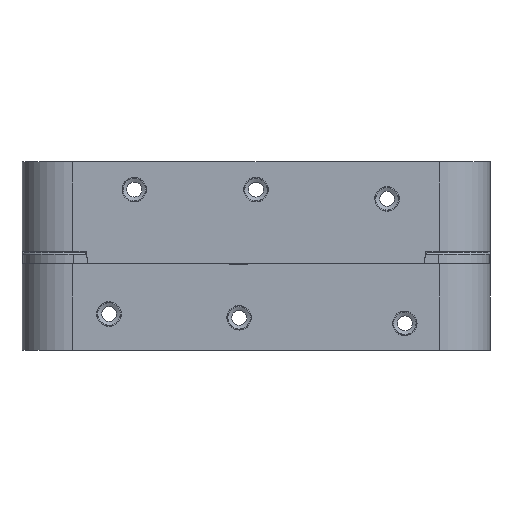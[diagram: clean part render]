
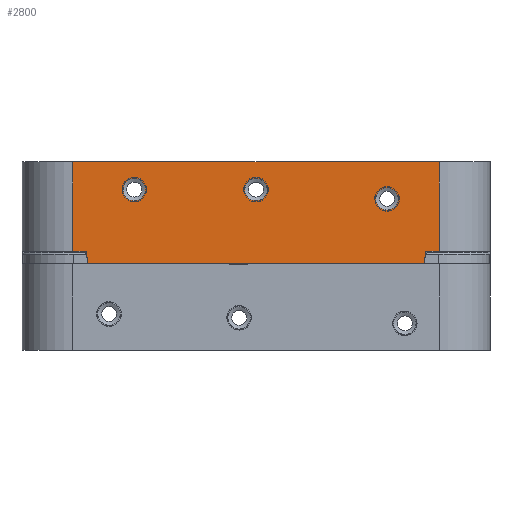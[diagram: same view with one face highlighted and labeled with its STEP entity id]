
A CAD part, left-side view. The second image highlights one B-rep face of the part: STEP entity #2800.
In plain terms, the highlighted planar face has unit normal (-1, 0, 0).
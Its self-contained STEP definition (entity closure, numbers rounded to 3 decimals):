
#2800=ADVANCED_FACE('',(#9183,#9184,#9185,#9186,#9187,#9188,#9189),#4431,
 .F.);
#4431=PLANE('',#28693);
#6278=LINE('',#39121,#7725);
#6333=LINE('',#39454,#7780);
#6350=LINE('',#39519,#7797);
#6351=LINE('',#39523,#7798);
#6352=LINE('',#39527,#7799);
#6353=LINE('',#39531,#7800);
#6354=LINE('',#39535,#7801);
#6355=LINE('',#39539,#7802);
#6356=LINE('',#39540,#7803);
#6357=LINE('',#39543,#7804);
#6358=LINE('',#39544,#7805);
#6359=LINE('',#39546,#7806);
#6360=LINE('',#39548,#7807);
#6361=LINE('',#39550,#7808);
#6362=LINE('',#39551,#7809);
#6363=LINE('',#39553,#7810);
#7725=VECTOR('',#31642,1.);
#7780=VECTOR('',#31795,1.);
#7797=VECTOR('',#31840,1.);
#7798=VECTOR('',#31843,1.);
#7799=VECTOR('',#31846,1.);
#7800=VECTOR('',#31849,1.);
#7801=VECTOR('',#31852,1.);
#7802=VECTOR('',#31855,1.);
#7803=VECTOR('',#31856,1.);
#7804=VECTOR('',#31857,1.);
#7805=VECTOR('',#31858,1.);
#7806=VECTOR('',#31859,1.);
#7807=VECTOR('',#31860,1.);
#7808=VECTOR('',#31861,1.);
#7809=VECTOR('',#31862,1.);
#7810=VECTOR('',#31863,1.);
#9183=FACE_BOUND('',#9990,.T.);
#9184=FACE_BOUND('',#9991,.T.);
#9185=FACE_BOUND('',#9992,.T.);
#9186=FACE_BOUND('',#9993,.T.);
#9187=FACE_BOUND('',#9994,.T.);
#9188=FACE_BOUND('',#9995,.T.);
#9189=FACE_BOUND('',#9996,.T.);
#9990=EDGE_LOOP('',(#12242,#12243,#12244,#12245));
#9991=EDGE_LOOP('',(#12246,#12247,#12248,#12249));
#9992=EDGE_LOOP('',(#12250,#12251,#12252,#12253));
#9993=EDGE_LOOP('',(#12254,#12255,#12256,#12257,#12258,#12259,#12260,#12261,
#12262,#12263));
#9994=EDGE_LOOP('',(#12264));
#9995=EDGE_LOOP('',(#12265));
#9996=EDGE_LOOP('',(#12266));
#12242=ORIENTED_EDGE('',*,*,#23228,.T.);
#12243=ORIENTED_EDGE('',*,*,#23229,.T.);
#12244=ORIENTED_EDGE('',*,*,#23230,.F.);
#12245=ORIENTED_EDGE('',*,*,#23231,.F.);
#12246=ORIENTED_EDGE('',*,*,#23232,.T.);
#12247=ORIENTED_EDGE('',*,*,#23233,.T.);
#12248=ORIENTED_EDGE('',*,*,#23234,.F.);
#12249=ORIENTED_EDGE('',*,*,#23235,.F.);
#12250=ORIENTED_EDGE('',*,*,#23236,.T.);
#12251=ORIENTED_EDGE('',*,*,#23237,.T.);
#12252=ORIENTED_EDGE('',*,*,#23238,.F.);
#12253=ORIENTED_EDGE('',*,*,#23239,.F.);
#12254=ORIENTED_EDGE('',*,*,#23240,.F.);
#12255=ORIENTED_EDGE('',*,*,#23241,.T.);
#12256=ORIENTED_EDGE('',*,*,#23094,.F.);
#12257=ORIENTED_EDGE('',*,*,#23242,.T.);
#12258=ORIENTED_EDGE('',*,*,#23243,.T.);
#12259=ORIENTED_EDGE('',*,*,#23244,.F.);
#12260=ORIENTED_EDGE('',*,*,#23245,.T.);
#12261=ORIENTED_EDGE('',*,*,#23199,.F.);
#12262=ORIENTED_EDGE('',*,*,#23246,.T.);
#12263=ORIENTED_EDGE('',*,*,#23247,.F.);
#12264=ORIENTED_EDGE('',*,*,#23248,.F.);
#12265=ORIENTED_EDGE('',*,*,#23249,.F.);
#12266=ORIENTED_EDGE('',*,*,#23250,.F.);
#20332=VERTEX_POINT('',#39120);
#20333=VERTEX_POINT('',#39122);
#20427=VERTEX_POINT('',#39453);
#20428=VERTEX_POINT('',#39455);
#20452=VERTEX_POINT('',#39517);
#20453=VERTEX_POINT('',#39518);
#20454=VERTEX_POINT('',#39520);
#20455=VERTEX_POINT('',#39522);
#20456=VERTEX_POINT('',#39525);
#20457=VERTEX_POINT('',#39526);
#20458=VERTEX_POINT('',#39528);
#20459=VERTEX_POINT('',#39530);
#20460=VERTEX_POINT('',#39533);
#20461=VERTEX_POINT('',#39534);
#20462=VERTEX_POINT('',#39536);
#20463=VERTEX_POINT('',#39538);
#20464=VERTEX_POINT('',#39541);
#20465=VERTEX_POINT('',#39542);
#20466=VERTEX_POINT('',#39545);
#20467=VERTEX_POINT('',#39547);
#20468=VERTEX_POINT('',#39549);
#20469=VERTEX_POINT('',#39552);
#20470=VERTEX_POINT('',#39555);
#20471=VERTEX_POINT('',#39557);
#20472=VERTEX_POINT('',#39559);
#23094=EDGE_CURVE('',#20332,#20333,#6278,.T.);
#23199=EDGE_CURVE('',#20427,#20428,#6333,.T.);
#23228=EDGE_CURVE('',#20452,#20453,#27238,.T.);
#23229=EDGE_CURVE('',#20453,#20454,#6350,.T.);
#23230=EDGE_CURVE('',#20455,#20454,#27239,.T.);
#23231=EDGE_CURVE('',#20452,#20455,#6351,.T.);
#23232=EDGE_CURVE('',#20456,#20457,#27240,.T.);
#23233=EDGE_CURVE('',#20457,#20458,#6352,.T.);
#23234=EDGE_CURVE('',#20459,#20458,#27241,.T.);
#23235=EDGE_CURVE('',#20456,#20459,#6353,.T.);
#23236=EDGE_CURVE('',#20460,#20461,#27242,.T.);
#23237=EDGE_CURVE('',#20461,#20462,#6354,.T.);
#23238=EDGE_CURVE('',#20463,#20462,#27243,.T.);
#23239=EDGE_CURVE('',#20460,#20463,#6355,.T.);
#23240=EDGE_CURVE('',#20464,#20465,#6356,.T.);
#23241=EDGE_CURVE('',#20464,#20333,#6357,.T.);
#23242=EDGE_CURVE('',#20332,#20466,#6358,.T.);
#23243=EDGE_CURVE('',#20466,#20467,#6359,.T.);
#23244=EDGE_CURVE('',#20468,#20467,#6360,.T.);
#23245=EDGE_CURVE('',#20468,#20428,#6361,.T.);
#23246=EDGE_CURVE('',#20427,#20469,#6362,.T.);
#23247=EDGE_CURVE('',#20465,#20469,#6363,.T.);
#23248=EDGE_CURVE('',#20470,#20470,#27244,.T.);
#23249=EDGE_CURVE('',#20471,#20471,#27245,.T.);
#23250=EDGE_CURVE('',#20472,#20472,#27246,.T.);
#27238=CIRCLE('',#28684,6.55);
#27239=CIRCLE('',#28685,6.45);
#27240=CIRCLE('',#28686,6.55);
#27241=CIRCLE('',#28687,6.45);
#27242=CIRCLE('',#28688,6.55);
#27243=CIRCLE('',#28689,6.45);
#27244=CIRCLE('',#28690,6.);
#27245=CIRCLE('',#28691,6.);
#27246=CIRCLE('',#28692,6.);
#28684=AXIS2_PLACEMENT_3D('',#39516,#31838,#31839);
#28685=AXIS2_PLACEMENT_3D('',#39521,#31841,#31842);
#28686=AXIS2_PLACEMENT_3D('',#39524,#31844,#31845);
#28687=AXIS2_PLACEMENT_3D('',#39529,#31847,#31848);
#28688=AXIS2_PLACEMENT_3D('',#39532,#31850,#31851);
#28689=AXIS2_PLACEMENT_3D('',#39537,#31853,#31854);
#28690=AXIS2_PLACEMENT_3D('',#39554,#31864,#31865);
#28691=AXIS2_PLACEMENT_3D('',#39556,#31866,#31867);
#28692=AXIS2_PLACEMENT_3D('',#39558,#31868,#31869);
#28693=AXIS2_PLACEMENT_3D('',#39560,#31870,#31871);
#31642=DIRECTION('',(0.,1.,0.));
#31795=DIRECTION('',(0.,-1.,0.));
#31838=DIRECTION('',(1.,0.,0.));
#31839=DIRECTION('',(0.,0.,-1.));
#31840=DIRECTION('',(0.,0.,1.));
#31841=DIRECTION('',(1.,0.,0.));
#31842=DIRECTION('',(0.,0.,-1.));
#31843=DIRECTION('',(0.,-1.,0.));
#31844=DIRECTION('',(1.,0.,0.));
#31845=DIRECTION('',(0.,0.,-1.));
#31846=DIRECTION('',(0.,0.,1.));
#31847=DIRECTION('',(1.,0.,0.));
#31848=DIRECTION('',(0.,0.,-1.));
#31849=DIRECTION('',(0.,-1.,0.));
#31850=DIRECTION('',(1.,0.,0.));
#31851=DIRECTION('',(0.,0.,-1.));
#31852=DIRECTION('',(0.,0.,1.));
#31853=DIRECTION('',(1.,0.,0.));
#31854=DIRECTION('',(0.,0.,-1.));
#31855=DIRECTION('',(0.,-1.,0.));
#31856=DIRECTION('',(0.,0.087,0.996));
#31857=DIRECTION('',(0.,-0.737,-0.676));
#31858=DIRECTION('',(0.,-0.737,0.676));
#31859=DIRECTION('',(0.,-0.087,0.996));
#31860=DIRECTION('',(0.,1.,0.));
#31861=DIRECTION('',(0.,0.,1.));
#31862=DIRECTION('',(0.,0.,-1.));
#31863=DIRECTION('',(0.,1.,0.));
#31864=DIRECTION('',(-1.,0.,0.));
#31865=DIRECTION('',(0.,0.,-1.));
#31866=DIRECTION('',(-1.,0.,0.));
#31867=DIRECTION('',(0.,0.,-1.));
#31868=DIRECTION('',(-1.,0.,0.));
#31869=DIRECTION('',(0.,0.,-1.));
#31870=DIRECTION('',(1.,0.,0.));
#31871=DIRECTION('',(0.,0.,-1.));
#39120=CARTESIAN_POINT('',(-210.,-79.474,-0.001));
#39121=CARTESIAN_POINT('',(-210.,20.,-0.001));
#39122=CARTESIAN_POINT('',(-210.,99.474,-0.001));
#39453=CARTESIAN_POINT('',(-210.,108.,54.5));
#39454=CARTESIAN_POINT('',(-210.,20.,54.5));
#39455=CARTESIAN_POINT('',(-210.,-88.,54.5));
#39516=CARTESIAN_POINT('',(-210.,-60.,34.75));
#39517=CARTESIAN_POINT('',(-210.,-53.45,34.75));
#39518=CARTESIAN_POINT('',(-210.,-60.,28.2));
#39519=CARTESIAN_POINT('',(-210.,-60.,34.75));
#39520=CARTESIAN_POINT('',(-210.,-60.,28.3));
#39521=CARTESIAN_POINT('',(-210.,-60.,34.75));
#39522=CARTESIAN_POINT('',(-210.,-53.55,34.75));
#39523=CARTESIAN_POINT('',(-210.,-60.,34.75));
#39524=CARTESIAN_POINT('',(-210.,75.,39.75));
#39525=CARTESIAN_POINT('',(-210.,81.55,39.75));
#39526=CARTESIAN_POINT('',(-210.,75.,33.2));
#39527=CARTESIAN_POINT('',(-210.,75.,39.75));
#39528=CARTESIAN_POINT('',(-210.,75.,33.3));
#39529=CARTESIAN_POINT('',(-210.,75.,39.75));
#39530=CARTESIAN_POINT('',(-210.,81.45,39.75));
#39531=CARTESIAN_POINT('',(-210.,75.,39.75));
#39532=CARTESIAN_POINT('',(-210.,10.,39.75));
#39533=CARTESIAN_POINT('',(-210.,16.55,39.75));
#39534=CARTESIAN_POINT('',(-210.,10.,33.2));
#39535=CARTESIAN_POINT('',(-210.,10.,39.75));
#39536=CARTESIAN_POINT('',(-210.,10.,33.3));
#39537=CARTESIAN_POINT('',(-210.,10.,39.75));
#39538=CARTESIAN_POINT('',(-210.,16.45,39.75));
#39539=CARTESIAN_POINT('',(-210.,10.,39.75));
#39540=CARTESIAN_POINT('',(-210.,100.133,1.819));
#39541=CARTESIAN_POINT('',(-210.,100.017,0.497));
#39542=CARTESIAN_POINT('',(-210.,100.569,6.8));
#39543=CARTESIAN_POINT('',(-210.,99.474,-0.001));
#39544=CARTESIAN_POINT('',(-210.,-79.474,-0.001));
#39545=CARTESIAN_POINT('',(-210.,-80.017,0.497));
#39546=CARTESIAN_POINT('',(-210.,-80.,0.3));
#39547=CARTESIAN_POINT('',(-210.,-80.569,6.8));
#39548=CARTESIAN_POINT('',(-210.,-97.5,6.8));
#39549=CARTESIAN_POINT('',(-210.,-88.,6.8));
#39550=CARTESIAN_POINT('',(-210.,-88.,16.033));
#39551=CARTESIAN_POINT('',(-210.,108.,6.8));
#39552=CARTESIAN_POINT('',(-210.,108.,6.8));
#39553=CARTESIAN_POINT('',(-210.,117.5,6.8));
#39554=CARTESIAN_POINT('',(-210.,10.,39.75));
#39555=CARTESIAN_POINT('',(-210.,10.,33.75));
#39556=CARTESIAN_POINT('',(-210.,75.,39.75));
#39557=CARTESIAN_POINT('',(-210.,75.,33.75));
#39558=CARTESIAN_POINT('',(-210.,-60.,34.75));
#39559=CARTESIAN_POINT('',(-210.,-60.,28.75));
#39560=CARTESIAN_POINT('',(-210.,20.,16.033));
